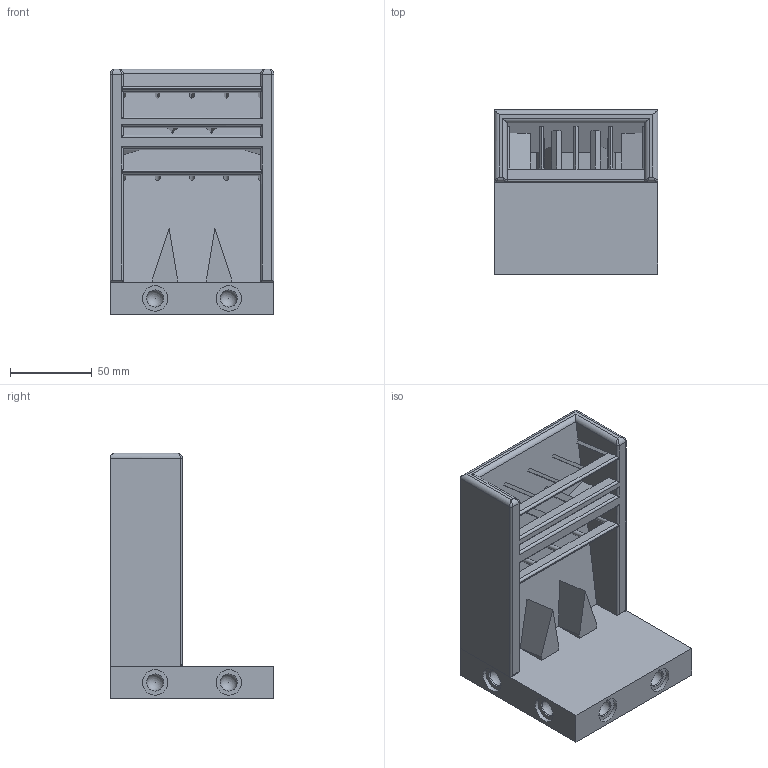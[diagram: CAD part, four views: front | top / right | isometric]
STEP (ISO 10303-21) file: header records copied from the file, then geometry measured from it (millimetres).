
FILE_DESCRIPTION(/* description */ ('STEP AP242','CAx-IF Rec.Pracs.---Representation and Presentation of Product Manufacturing Information (PMI)---4.0---2014-10-13','CAx-IF Rec.Pracs.---3D Tessellated Geometry---0.4---2014-09-14','2;1'),/* implementation_level */ '2;1');
FILE_NAME(/* name */ '68a06b733717580a46abfaaf',/* time_stamp */ '2025-08-16T11:28:52Z',/* author */ (''),/* organization */ (''),/* preprocessor_version */ 'ST-DEVELOPER v20',/* originating_system */ 'ONSHAPE BY PTC INC, 1.202',/* authorisation */ ' ');
FILE_SCHEMA (('AP242_MANAGED_MODEL_BASED_3D_ENGINEERING_MIM_LF { 1 0 10303 442 1 1 4 }'));
Length unit declared in the file: metre
Products named in the file (3): Assembly; Tile Base; Part 1
Assembly tree (2 placements, depth 2):
  Assembly
    Tile Base
    Part 1
Bounding box: 100 x 100 x 150 mm (x, y, z)
Volume: 438982.1 mm3; surface area: 95572.6 mm2
Topology: 2 solids, 2 shells, 155 faces, 409 edges, 250 vertices
Faces by surface type: plane 92, cylinder 51, sphere 8, bspline 4
Full cylindrical faces by diameter (mm): 3 x3, 10.5 x8, 15.5 x8
Entity records: 4552 total; most frequent: CARTESIAN_POINT 828, DIRECTION 766, ORIENTED_EDGE 718, EDGE_CURVE 359, LINE 260, VECTOR 260, AXIS2_PLACEMENT_3D 253, VERTEX_POINT 231
